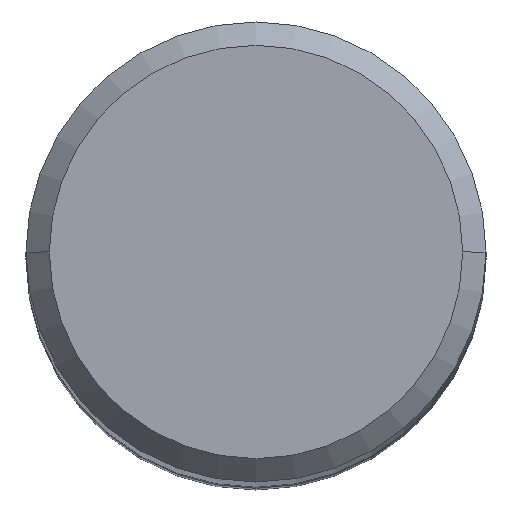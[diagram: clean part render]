
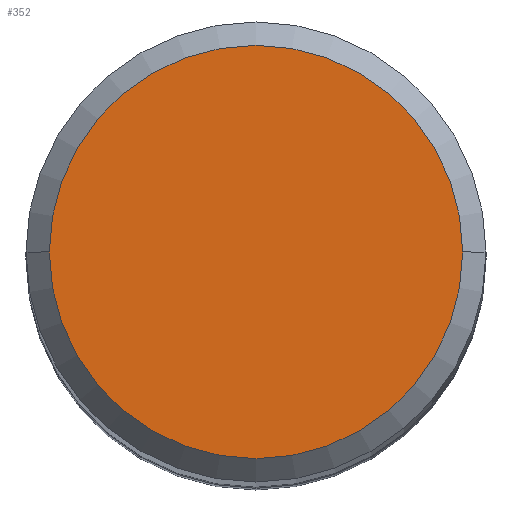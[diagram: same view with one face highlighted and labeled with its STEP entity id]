
A CAD part, top view. The second image highlights one B-rep face of the part: STEP entity #352.
In plain terms, the highlighted planar face has unit normal (0, 0, 1).
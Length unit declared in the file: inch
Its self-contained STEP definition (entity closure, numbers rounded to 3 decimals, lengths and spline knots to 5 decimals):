
#10 = CARTESIAN_POINT ( 'NONE',  ( 0.17685, 0., 0. ) ) ;
#38 = CIRCLE ( 'NONE', #80, 0.17685 ) ;
#40 = ORIENTED_EDGE ( 'NONE', *, *, #101, .T. ) ;
#69 = DIRECTION ( 'NONE',  ( 0., 0., -1. ) ) ;
#72 = CARTESIAN_POINT ( 'NONE',  ( 0., 0.17685, 0. ) ) ;
#75 = DIRECTION ( 'NONE',  ( 0., 0., 1. ) ) ;
#80 = AXIS2_PLACEMENT_3D ( 'NONE', #422, #75, #245 ) ;
#101 = EDGE_CURVE ( 'NONE', #210, #468, #538, .T. ) ;
#108 = ORIENTED_EDGE ( 'NONE', *, *, #476, .T. ) ;
#109 = AXIS2_PLACEMENT_3D ( 'NONE', #404, #230, #308 ) ;
#191 = PLANE ( 'NONE',  #539 ) ;
#210 = VERTEX_POINT ( 'NONE', #10 ) ;
#230 = DIRECTION ( 'NONE',  ( 0., 0., 1. ) ) ;
#244 = DIRECTION ( 'NONE',  ( -1., 0., 0. ) ) ;
#245 = DIRECTION ( 'NONE',  ( 1., 0., 0. ) ) ;
#308 = DIRECTION ( 'NONE',  ( 1., 0., 0. ) ) ;
#352 = ADVANCED_FACE ( 'NONE', ( #506 ), #191, .F. ) ;
#404 = CARTESIAN_POINT ( 'NONE',  ( 0., 0., 0. ) ) ;
#422 = CARTESIAN_POINT ( 'NONE',  ( 0., 0., 0. ) ) ;
#430 = CARTESIAN_POINT ( 'NONE',  ( -0.17685, 0., 0. ) ) ;
#468 = VERTEX_POINT ( 'NONE', #430 ) ;
#476 = EDGE_CURVE ( 'NONE', #468, #210, #38, .T. ) ;
#506 = FACE_OUTER_BOUND ( 'NONE', #552, .T. ) ;
#538 = CIRCLE ( 'NONE', #109, 0.17685 ) ;
#539 = AXIS2_PLACEMENT_3D ( 'NONE', #72, #69, #244 ) ;
#552 = EDGE_LOOP ( 'NONE', ( #108, #40 ) ) ;
